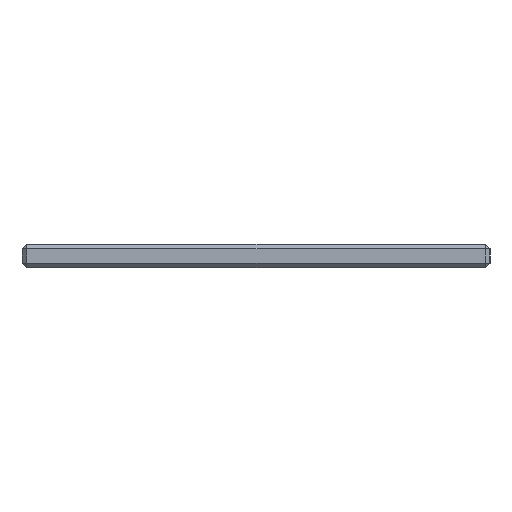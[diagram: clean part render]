
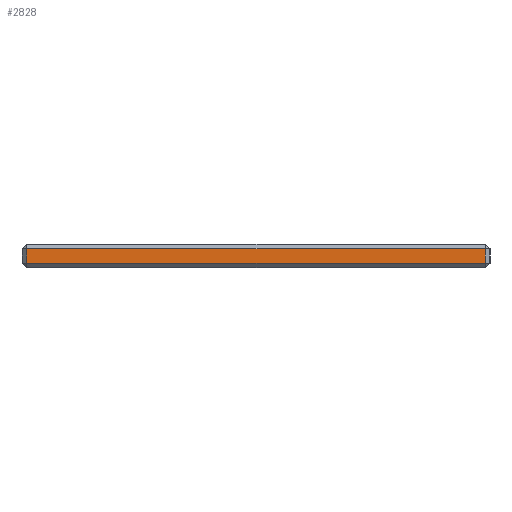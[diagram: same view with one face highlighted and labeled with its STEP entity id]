
A CAD part, left-side view. The second image highlights one B-rep face of the part: STEP entity #2828.
In plain terms, the highlighted planar face has unit normal (-1, 0, 0).
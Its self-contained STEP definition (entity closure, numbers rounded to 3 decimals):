
#888=DIRECTION('',(0.,0.,1.));
#889=VECTOR('',#888,3.);
#890=CARTESIAN_POINT('',(-272.5,397.5,-294.));
#891=LINE('',#890,#889);
#937=DIRECTION('',(0.,-1.,0.));
#938=VECTOR('',#937,98.);
#939=CARTESIAN_POINT('',(-272.5,397.5,-291.));
#940=LINE('',#939,#938);
#965=DIRECTION('',(0.,0.,-1.));
#966=VECTOR('',#965,3.);
#967=CARTESIAN_POINT('',(-272.5,299.5,-291.));
#968=LINE('',#967,#966);
#1049=DIRECTION('',(0.,1.,0.));
#1050=VECTOR('',#1049,98.);
#1051=CARTESIAN_POINT('',(-272.5,299.5,-294.));
#1052=LINE('',#1051,#1050);
#1759=CARTESIAN_POINT('',(-272.5,299.5,-294.));
#1760=VERTEX_POINT('',#1759);
#1769=CARTESIAN_POINT('',(-272.5,299.5,-291.));
#1771=VERTEX_POINT('',#1769);
#1774=CARTESIAN_POINT('',(-272.5,397.5,-294.));
#1776=VERTEX_POINT('',#1774);
#1799=CARTESIAN_POINT('',(-272.5,397.5,-291.));
#1801=VERTEX_POINT('',#1799);
#2817=CARTESIAN_POINT('',(-272.5,360.5,-292.5));
#2818=DIRECTION('',(-1.,0.,0.));
#2819=DIRECTION('',(0.,0.,1.));
#2820=AXIS2_PLACEMENT_3D('',#2817,#2818,#2819);
#2821=PLANE('',#2820);
#2822=ORIENTED_EDGE('',*,*,#2648,.T.);
#2823=ORIENTED_EDGE('',*,*,#2803,.T.);
#2824=ORIENTED_EDGE('',*,*,#2564,.T.);
#2825=ORIENTED_EDGE('',*,*,#2607,.T.);
#2826=EDGE_LOOP('',(#2822,#2823,#2824,#2825));
#2827=FACE_OUTER_BOUND('',#2826,.F.);
#2564=EDGE_CURVE('',#1776,#1801,#891,.T.);
#2607=EDGE_CURVE('',#1801,#1771,#940,.T.);
#2648=EDGE_CURVE('',#1771,#1760,#968,.T.);
#2803=EDGE_CURVE('',#1760,#1776,#1052,.T.);
#2828=ADVANCED_FACE('',(#2827),#2821,.T.);
